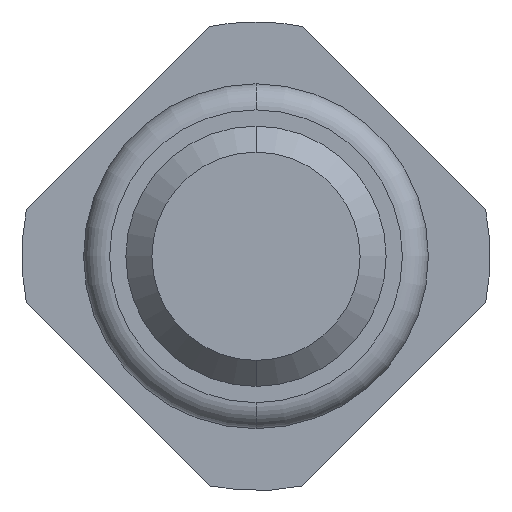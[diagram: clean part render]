
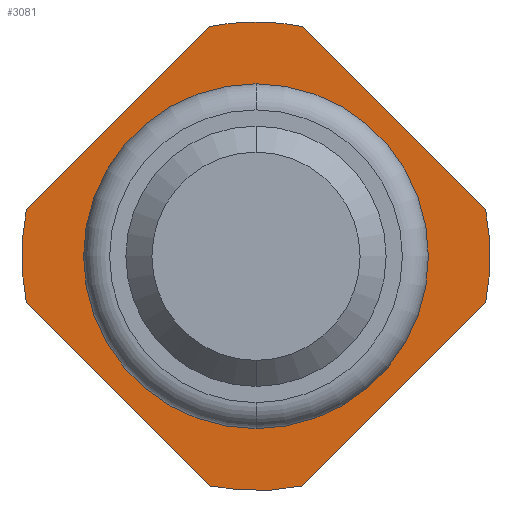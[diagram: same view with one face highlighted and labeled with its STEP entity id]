
A CAD part, front view. The second image highlights one B-rep face of the part: STEP entity #3081.
In plain terms, the highlighted planar face has unit normal (0, -1, 0).
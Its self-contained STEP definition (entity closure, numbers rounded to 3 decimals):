
#50 = DIRECTION ( 'NONE',  ( 0.707, 0., -0.707 ) ) ;
#69 = LINE ( 'NONE', #1744, #1567 ) ;
#143 = CARTESIAN_POINT ( 'NONE',  ( 0., -2., 0. ) ) ;
#152 = VERTEX_POINT ( 'NONE', #3463 ) ;
#210 = DIRECTION ( 'NONE',  ( -0.707, 0., 0.707 ) ) ;
#217 = EDGE_CURVE ( 'Defeature ausgef�hrt2_1+Defeature ausgef�hrt2_0+Defeature ausgef�hrt2_18+Defeature ausgef�hrt2_15', #1496, #3656, #3209, .T. ) ;
#231 = LINE ( 'NONE', #302, #1615 ) ;
#233 = DIRECTION ( 'NONE',  ( 0., 0., 1. ) ) ;
#234 = EDGE_LOOP ( 'NONE', ( #4072, #2522 ) ) ;
#235 = VECTOR ( 'NONE', #50, 1000. ) ;
#246 = EDGE_CURVE ( 'Defeature ausgef�hrt2_16+Defeature ausgef�hrt2_0+Defeature ausgef�hrt2_4+Defeature ausgef�hrt2_3', #3868, #152, #2124, .T. ) ;
#259 = DIRECTION ( 'NONE',  ( 0., 0., 1. ) ) ;
#302 = CARTESIAN_POINT ( 'NONE',  ( 1.961, -2., -0.161 ) ) ;
#351 = ORIENTED_EDGE ( 'NONE', *, *, #1473, .F. ) ;
#385 = CIRCLE ( 'NONE', #621, 1.8 ) ;
#542 = LINE ( 'NONE', #1949, #235 ) ;
#595 = VECTOR ( 'NONE', #210, 1000. ) ;
#603 = CARTESIAN_POINT ( 'NONE',  ( 1.764, -2., 0.357 ) ) ;
#621 = AXIS2_PLACEMENT_3D ( 'NONE', #2760, #2427, #233 ) ;
#671 = DIRECTION ( 'NONE',  ( 0., 0., 1. ) ) ;
#689 = ORIENTED_EDGE ( 'NONE', *, *, #1700, .F. ) ;
#749 = CARTESIAN_POINT ( 'NONE',  ( 0., -2., 1.8 ) ) ;
#759 = EDGE_LOOP ( 'NONE', ( #351, #3312, #689, #2014, #1512, #2950, #2051, #4096, #3378 ) ) ;
#804 = DIRECTION ( 'NONE',  ( 0.707, 0., 0.707 ) ) ;
#815 = EDGE_CURVE ( 'Defeature ausgef�hrt2_2+Defeature ausgef�hrt2_0+Defeature ausgef�hrt2_17+Defeature ausgef�hrt2_18', #1659, #1620, #385, .T. ) ;
#830 = VERTEX_POINT ( 'NONE', #3710 ) ;
#834 = DIRECTION ( 'NONE',  ( 0., 0., 1. ) ) ;
#837 = AXIS2_PLACEMENT_3D ( 'NONE', #2734, #3361, #259 ) ;
#891 = AXIS2_PLACEMENT_3D ( 'NONE', #3891, #1942, #671 ) ;
#904 = CARTESIAN_POINT ( 'NONE',  ( 1.764, -2., -0.357 ) ) ;
#963 = CARTESIAN_POINT ( 'NONE',  ( 0., -2., 0. ) ) ;
#1160 = EDGE_CURVE ( 'Defeature ausgef�hrt2_4+Defeature ausgef�hrt2_0+Defeature ausgef�hrt2_15+Defeature ausgef�hrt2_16', #3074, #3868, #2567, .T. ) ;
#1450 = VERTEX_POINT ( 'NONE', #1887 ) ;
#1473 = EDGE_CURVE ( 'Defeature ausgef�hrt2_18+Defeature ausgef�hrt2_0+Defeature ausgef�hrt2_2+Defeature ausgef�hrt2_1', #1620, #1496, #542, .T. ) ;
#1477 = CIRCLE ( 'NONE', #2975, 1.8 ) ;
#1496 = VERTEX_POINT ( 'NONE', #603 ) ;
#1512 = ORIENTED_EDGE ( 'NONE', *, *, #2608, .F. ) ;
#1547 = DIRECTION ( 'NONE',  ( 0., 0., 1. ) ) ;
#1567 = VECTOR ( 'NONE', #804, 1000. ) ;
#1615 = VECTOR ( 'NONE', #2205, 1000. ) ;
#1620 = VERTEX_POINT ( 'NONE', #1702 ) ;
#1659 = VERTEX_POINT ( 'NONE', #749 ) ;
#1700 = EDGE_CURVE ( 'Defeature ausgef�hrt2_2+Defeature ausgef�hrt2_0+Defeature ausgef�hrt2_17+Defeature ausgef�hrt2_18', #2822, #1659, #1477, .T. ) ;
#1702 = CARTESIAN_POINT ( 'NONE',  ( 0.357, -2., 1.764 ) ) ;
#1713 = FACE_OUTER_BOUND ( 'NONE', #759, .T. ) ;
#1744 = CARTESIAN_POINT ( 'NONE',  ( -0.161, -2., 1.961 ) ) ;
#1808 = CIRCLE ( 'NONE', #891, 1.325 ) ;
#1887 = CARTESIAN_POINT ( 'NONE',  ( 0., -2., 1.325 ) ) ;
#1942 = DIRECTION ( 'NONE',  ( 0., 1., 0. ) ) ;
#1949 = CARTESIAN_POINT ( 'NONE',  ( 1.961, -2., 0.161 ) ) ;
#2014 = ORIENTED_EDGE ( 'NONE', *, *, #3008, .F. ) ;
#2051 = ORIENTED_EDGE ( 'NONE', *, *, #1160, .F. ) ;
#2079 = CARTESIAN_POINT ( 'NONE',  ( 0., -2., 0. ) ) ;
#2124 = LINE ( 'NONE', #3659, #595 ) ;
#2183 = DIRECTION ( 'NONE',  ( 0., 1., 0. ) ) ;
#2205 = DIRECTION ( 'NONE',  ( -0.707, 0., -0.707 ) ) ;
#2262 = CIRCLE ( 'NONE', #2883, 1.8 ) ;
#2361 = DIRECTION ( 'NONE',  ( 0., 1., 0. ) ) ;
#2427 = DIRECTION ( 'NONE',  ( 0., 1., 0. ) ) ;
#2434 = DIRECTION ( 'NONE',  ( 0., 0., 1. ) ) ;
#2441 = AXIS2_PLACEMENT_3D ( 'NONE', #2079, #3702, #2434 ) ;
#2461 = FACE_BOUND ( 'NONE', #234, .T. ) ;
#2473 = EDGE_CURVE ( 'Defeature ausgef�hrt2_0+Defeature ausgef�hrt2_12+Defeature ausgef�hrt2_12+Defeature ausgef�hrt2_12', #1450, #3763, #2664, .T. ) ;
#2522 = ORIENTED_EDGE ( 'NONE', *, *, #3895, .T. ) ;
#2567 = CIRCLE ( 'NONE', #2742, 1.8 ) ;
#2608 = EDGE_CURVE ( 'Defeature ausgef�hrt2_3+Defeature ausgef�hrt2_0+Defeature ausgef�hrt2_16+Defeature ausgef�hrt2_17', #152, #830, #2262, .T. ) ;
#2664 = CIRCLE ( 'NONE', #837, 1.325 ) ;
#2676 = CARTESIAN_POINT ( 'NONE',  ( 0., -2., 0. ) ) ;
#2734 = CARTESIAN_POINT ( 'NONE',  ( 0., -2., 0. ) ) ;
#2742 = AXIS2_PLACEMENT_3D ( 'NONE', #2676, #3269, #3901 ) ;
#2760 = CARTESIAN_POINT ( 'NONE',  ( 0., -2., 0. ) ) ;
#2822 = VERTEX_POINT ( 'NONE', #2907 ) ;
#2868 = AXIS2_PLACEMENT_3D ( 'NONE', #4034, #3419, #4019 ) ;
#2883 = AXIS2_PLACEMENT_3D ( 'NONE', #963, #2183, #1547 ) ;
#2907 = CARTESIAN_POINT ( 'NONE',  ( -0.357, -2., 1.764 ) ) ;
#2950 = ORIENTED_EDGE ( 'NONE', *, *, #246, .F. ) ;
#2975 = AXIS2_PLACEMENT_3D ( 'NONE', #143, #2361, #834 ) ;
#3008 = EDGE_CURVE ( 'Defeature ausgef�hrt2_17+Defeature ausgef�hrt2_0+Defeature ausgef�hrt2_3+Defeature ausgef�hrt2_2', #830, #2822, #69, .T. ) ;
#3074 = VERTEX_POINT ( 'NONE', #3734 ) ;
#3081 = ADVANCED_FACE ( 'Defeature ausgef�hrt2_0', ( #2461, #1713 ), #3692, .F. ) ;
#3189 = CARTESIAN_POINT ( 'NONE',  ( 0., -2., -1.325 ) ) ;
#3209 = CIRCLE ( 'NONE', #2441, 1.8 ) ;
#3235 = CARTESIAN_POINT ( 'NONE',  ( -0.357, -2., -1.764 ) ) ;
#3269 = DIRECTION ( 'NONE',  ( 0., 1., 0. ) ) ;
#3272 = EDGE_CURVE ( 'Defeature ausgef�hrt2_15+Defeature ausgef�hrt2_0+Defeature ausgef�hrt2_1+Defeature ausgef�hrt2_4', #3656, #3074, #231, .T. ) ;
#3312 = ORIENTED_EDGE ( 'NONE', *, *, #815, .F. ) ;
#3361 = DIRECTION ( 'NONE',  ( 0., 1., 0. ) ) ;
#3378 = ORIENTED_EDGE ( 'NONE', *, *, #217, .F. ) ;
#3419 = DIRECTION ( 'NONE',  ( 0., 1., 0. ) ) ;
#3463 = CARTESIAN_POINT ( 'NONE',  ( -1.764, -2., -0.357 ) ) ;
#3656 = VERTEX_POINT ( 'NONE', #904 ) ;
#3659 = CARTESIAN_POINT ( 'NONE',  ( -0.161, -2., -1.961 ) ) ;
#3692 = PLANE ( 'NONE',  #2868 ) ;
#3702 = DIRECTION ( 'NONE',  ( 0., 1., 0. ) ) ;
#3710 = CARTESIAN_POINT ( 'NONE',  ( -1.764, -2., 0.357 ) ) ;
#3734 = CARTESIAN_POINT ( 'NONE',  ( 0.357, -2., -1.764 ) ) ;
#3763 = VERTEX_POINT ( 'NONE', #3189 ) ;
#3868 = VERTEX_POINT ( 'NONE', #3235 ) ;
#3891 = CARTESIAN_POINT ( 'NONE',  ( 0., -2., 0. ) ) ;
#3895 = EDGE_CURVE ( 'Defeature ausgef�hrt2_0+Defeature ausgef�hrt2_12+Defeature ausgef�hrt2_12+Defeature ausgef�hrt2_12', #3763, #1450, #1808, .T. ) ;
#3901 = DIRECTION ( 'NONE',  ( 0., 0., 1. ) ) ;
#4019 = DIRECTION ( 'NONE',  ( 0., 0., 1. ) ) ;
#4034 = CARTESIAN_POINT ( 'NONE',  ( 1.8, -2., 0. ) ) ;
#4072 = ORIENTED_EDGE ( 'NONE', *, *, #2473, .T. ) ;
#4096 = ORIENTED_EDGE ( 'NONE', *, *, #3272, .F. ) ;
